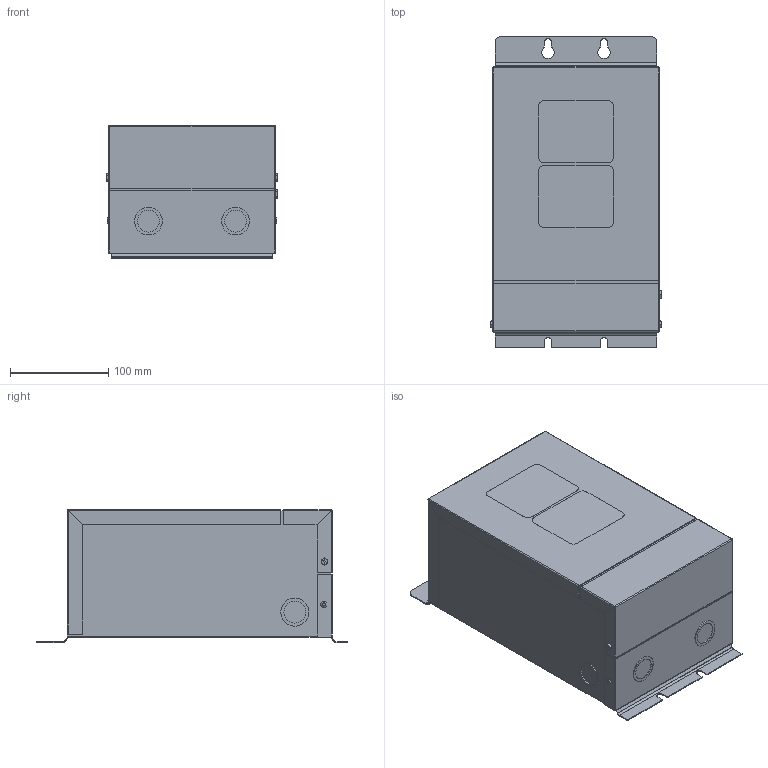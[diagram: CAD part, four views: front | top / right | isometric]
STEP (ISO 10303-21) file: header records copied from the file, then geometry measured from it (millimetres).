
FILE_DESCRIPTION (( 'STEP AP214' ), '1' );
FILE_NAME ('416-1161-000.STEP', '2014-06-19T14:25:46', ( '' ), ( '' ), 'SwSTEP 2.0', 'SolidWorks 2013', '' );
FILE_SCHEMA (( 'AUTOMOTIVE_DESIGN' ));
Length unit declared in the file: inch
Products named in the file (1): 416-1161-000
Bounding box: 175.26 x 317.5 x 135.66 mm (x, y, z)
Volume: 5933788.8 mm3; surface area: 224647.4 mm2
Topology: 1 solids, 1 shells, 186 faces, 480 edges, 310 vertices
Faces by surface type: plane 114, cylinder 64, torus 4, sphere 4
Entity records: 6530 total; most frequent: DIRECTION 990, CARTESIAN_POINT 973, ORIENTED_EDGE 952, EDGE_CURVE 476, LINE 336, VECTOR 336, AXIS2_PLACEMENT_3D 327, VERTEX_POINT 310
